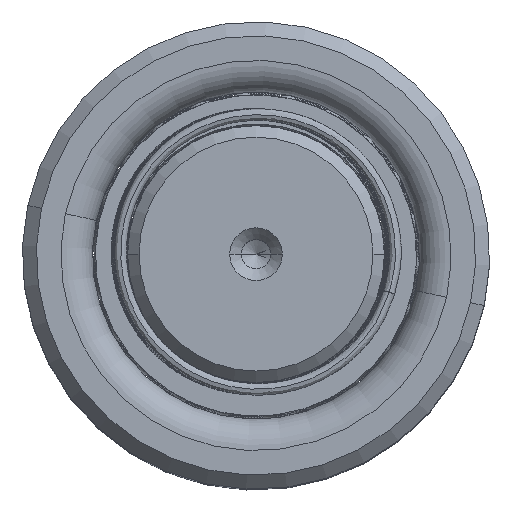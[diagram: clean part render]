
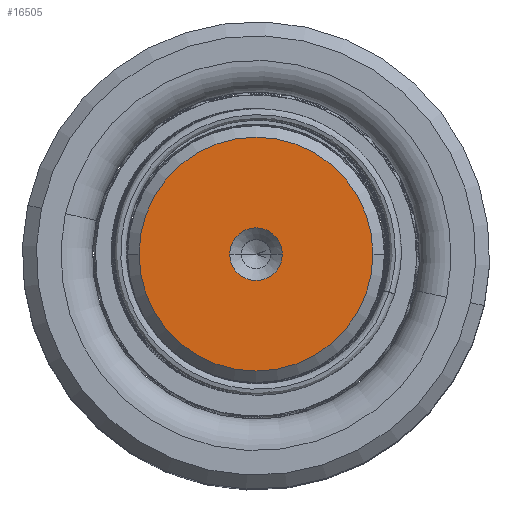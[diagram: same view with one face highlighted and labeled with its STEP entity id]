
A CAD part, top view. The second image highlights one B-rep face of the part: STEP entity #16505.
In plain terms, the highlighted planar face has unit normal (0, 0, 1).
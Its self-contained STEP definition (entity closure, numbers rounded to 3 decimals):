
#611 = DIRECTION ( 'NONE',  ( 0., 0., 1. ) ) ;
#2888 = CARTESIAN_POINT ( 'NONE',  ( 0., 0., 120. ) ) ;
#2914 = AXIS2_PLACEMENT_3D ( 'NONE', #7859, #611, #19148 ) ;
#4820 = EDGE_LOOP ( 'NONE', ( #7331, #9025 ) ) ;
#4900 = CARTESIAN_POINT ( 'NONE',  ( 0., 0., 120. ) ) ;
#5206 = VERTEX_POINT ( 'NONE', #30110 ) ;
#5614 = CARTESIAN_POINT ( 'NONE',  ( 0., 0., 120. ) ) ;
#5938 = EDGE_CURVE ( 'NONE', #24820, #35355, #19696, .T. ) ;
#6592 = DIRECTION ( 'NONE',  ( 0., 0., 1. ) ) ;
#7331 = ORIENTED_EDGE ( 'NONE', *, *, #20835, .T. ) ;
#7583 = DIRECTION ( 'NONE',  ( 1., 0., 0. ) ) ;
#7859 = CARTESIAN_POINT ( 'NONE',  ( 0., 0., 120. ) ) ;
#8798 = AXIS2_PLACEMENT_3D ( 'NONE', #4900, #16027, #38223 ) ;
#9025 = ORIENTED_EDGE ( 'NONE', *, *, #18510, .T. ) ;
#11336 = CARTESIAN_POINT ( 'NONE',  ( 10.009, 0., 120. ) ) ;
#11872 = FACE_BOUND ( 'NONE', #33316, .T. ) ;
#13023 = ORIENTED_EDGE ( 'NONE', *, *, #45563, .F. ) ;
#15328 = DIRECTION ( 'NONE',  ( 0., 0., 1. ) ) ;
#16027 = DIRECTION ( 'NONE',  ( 0., 0., 1. ) ) ;
#16505 = ADVANCED_FACE ( 'NONE', ( #11872, #46038 ), #41202, .T. ) ;
#16950 = CIRCLE ( 'NONE', #28662, 10.009 ) ;
#18510 = EDGE_CURVE ( 'NONE', #41970, #5206, #45998, .T. ) ;
#19148 = DIRECTION ( 'NONE',  ( 1., 0., 0. ) ) ;
#19696 = CIRCLE ( 'NONE', #34214, 2.25 ) ;
#20835 = EDGE_CURVE ( 'NONE', #5206, #41970, #16950, .T. ) ;
#23083 = CARTESIAN_POINT ( 'NONE',  ( -2.25, 0., 120. ) ) ;
#24349 = DIRECTION ( 'NONE',  ( 0., 0., 1. ) ) ;
#24820 = VERTEX_POINT ( 'NONE', #23083 ) ;
#28662 = AXIS2_PLACEMENT_3D ( 'NONE', #37516, #15328, #7583 ) ;
#30110 = CARTESIAN_POINT ( 'NONE',  ( -10.009, 0., 120. ) ) ;
#33316 = EDGE_LOOP ( 'NONE', ( #13023, #38348 ) ) ;
#34214 = AXIS2_PLACEMENT_3D ( 'NONE', #5614, #24349, #39248 ) ;
#35355 = VERTEX_POINT ( 'NONE', #42993 ) ;
#36042 = CIRCLE ( 'NONE', #45084, 2.25 ) ;
#37516 = CARTESIAN_POINT ( 'NONE',  ( 0., 0., 120. ) ) ;
#38223 = DIRECTION ( 'NONE',  ( 1., 0., 0. ) ) ;
#38348 = ORIENTED_EDGE ( 'NONE', *, *, #5938, .F. ) ;
#39248 = DIRECTION ( 'NONE',  ( 1., 0., 0. ) ) ;
#41048 = DIRECTION ( 'NONE',  ( 1., 0., 0. ) ) ;
#41202 = PLANE ( 'NONE',  #2914 ) ;
#41970 = VERTEX_POINT ( 'NONE', #11336 ) ;
#42993 = CARTESIAN_POINT ( 'NONE',  ( 2.25, 0., 120. ) ) ;
#45084 = AXIS2_PLACEMENT_3D ( 'NONE', #2888, #6592, #41048 ) ;
#45563 = EDGE_CURVE ( 'NONE', #35355, #24820, #36042, .T. ) ;
#45998 = CIRCLE ( 'NONE', #8798, 10.009 ) ;
#46038 = FACE_OUTER_BOUND ( 'NONE', #4820, .T. ) ;
